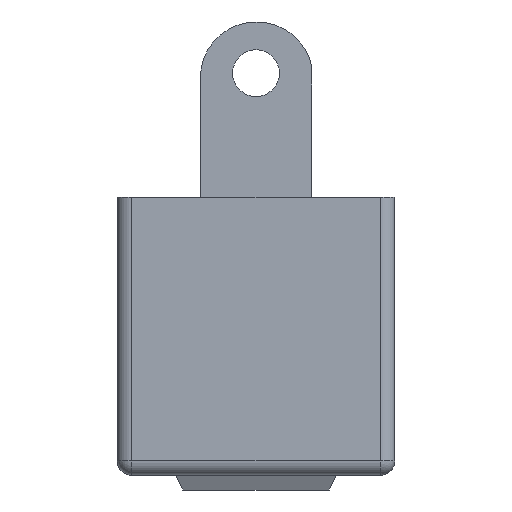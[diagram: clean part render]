
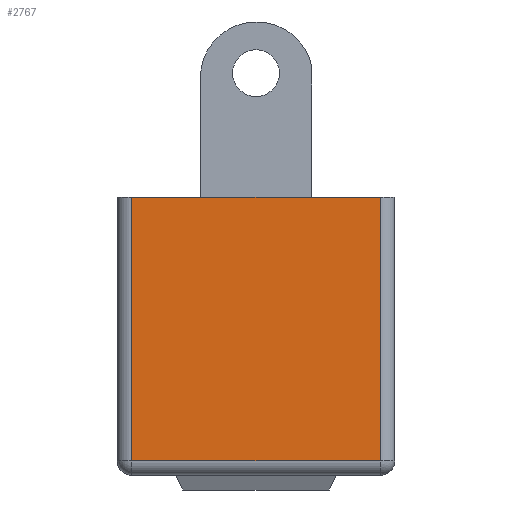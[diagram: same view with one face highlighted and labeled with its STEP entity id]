
A CAD part, left-side view. The second image highlights one B-rep face of the part: STEP entity #2767.
In plain terms, the highlighted planar face has unit normal (-1, 0, 0).
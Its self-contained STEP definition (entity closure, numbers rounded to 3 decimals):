
#10 = EDGE_CURVE ( 'NONE', #2380, #1120, #1447, .T. ) ;
#13 = EDGE_LOOP ( 'NONE', ( #2068, #2033, #2010, #1977 ) ) ;
#60 = VECTOR ( 'NONE', #1280, 1000. ) ;
#143 = LINE ( 'NONE', #1465, #60 ) ;
#173 = EDGE_CURVE ( 'NONE', #950, #481, #599, .T. ) ;
#212 = EDGE_CURVE ( 'NONE', #950, #1120, #143, .T. ) ;
#388 = CARTESIAN_POINT ( 'NONE',  ( -18.803, 39.113, 82.547 ) ) ;
#448 = VECTOR ( 'NONE', #1620, 1000. ) ;
#481 = VERTEX_POINT ( 'NONE', #1358 ) ;
#599 = LINE ( 'NONE', #1473, #448 ) ;
#950 = VERTEX_POINT ( 'NONE', #2356 ) ;
#1067 = DIRECTION ( 'NONE',  ( 0., 0., 1. ) ) ;
#1120 = VERTEX_POINT ( 'NONE', #388 ) ;
#1186 = VECTOR ( 'NONE', #1512, 1000. ) ;
#1264 = LINE ( 'NONE', #2263, #1186 ) ;
#1280 = DIRECTION ( 'NONE',  ( 0., -1., 0. ) ) ;
#1305 = FACE_OUTER_BOUND ( 'NONE', #13, .T. ) ;
#1358 = CARTESIAN_POINT ( 'NONE',  ( -18.803, 56.113, 64.547 ) ) ;
#1381 = VECTOR ( 'NONE', #1067, 1000. ) ;
#1447 = LINE ( 'NONE', #2564, #1381 ) ;
#1465 = CARTESIAN_POINT ( 'NONE',  ( -18.803, 38.113, 82.547 ) ) ;
#1473 = CARTESIAN_POINT ( 'NONE',  ( -18.803, 56.113, 82.547 ) ) ;
#1512 = DIRECTION ( 'NONE',  ( 0., -1., 0. ) ) ;
#1620 = DIRECTION ( 'NONE',  ( 0., 0., -1. ) ) ;
#1940 = CARTESIAN_POINT ( 'NONE',  ( -18.803, 39.113, 64.547 ) ) ;
#1977 = ORIENTED_EDGE ( 'NONE', *, *, #212, .F. ) ;
#2010 = ORIENTED_EDGE ( 'NONE', *, *, #10, .T. ) ;
#2033 = ORIENTED_EDGE ( 'NONE', *, *, #2906, .T. ) ;
#2068 = ORIENTED_EDGE ( 'NONE', *, *, #173, .T. ) ;
#2094 = DIRECTION ( 'NONE',  ( 1., 0., 0. ) ) ;
#2128 = PLANE ( 'NONE',  #2883 ) ;
#2263 = CARTESIAN_POINT ( 'NONE',  ( -18.803, 38.113, 64.547 ) ) ;
#2356 = CARTESIAN_POINT ( 'NONE',  ( -18.803, 56.113, 82.547 ) ) ;
#2380 = VERTEX_POINT ( 'NONE', #1940 ) ;
#2541 = CARTESIAN_POINT ( 'NONE',  ( -18.803, 38.113, 82.547 ) ) ;
#2554 = DIRECTION ( 'NONE',  ( 0., 1., 0. ) ) ;
#2564 = CARTESIAN_POINT ( 'NONE',  ( -18.803, 39.113, 82.547 ) ) ;
#2767 = ADVANCED_FACE ( 'NONE', ( #1305 ), #2128, .F. ) ;
#2883 = AXIS2_PLACEMENT_3D ( 'NONE', #2541, #2094, #2554 ) ;
#2906 = EDGE_CURVE ( 'NONE', #481, #2380, #1264, .T. ) ;
